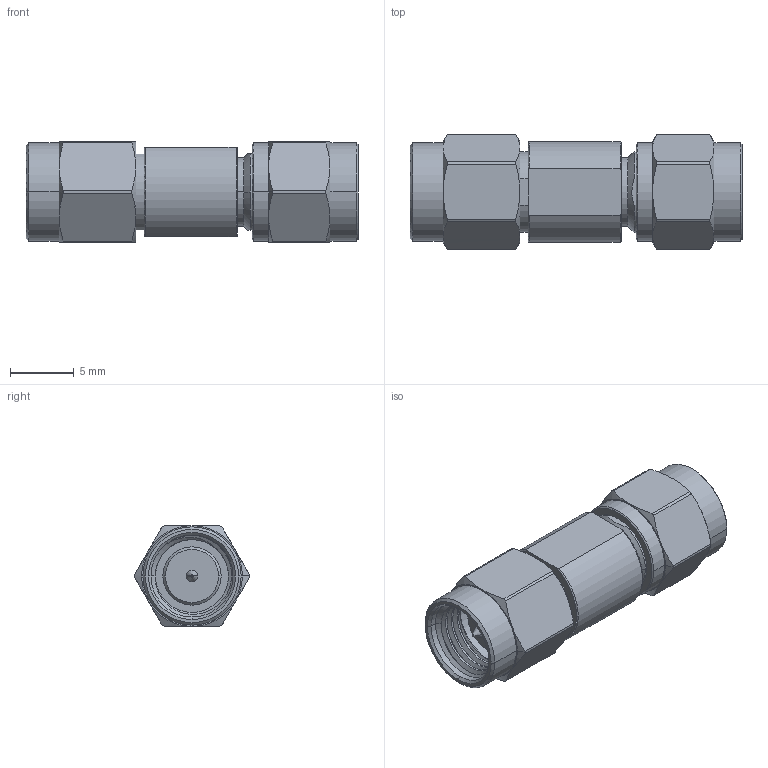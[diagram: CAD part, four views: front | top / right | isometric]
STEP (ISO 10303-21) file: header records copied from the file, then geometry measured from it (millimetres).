
FILE_DESCRIPTION (( 'STEP AP214' ), '1' );
FILE_NAME ('FMAD1622_3D.step', '2023-03-14T21:02:52', ( '' ), ( '' ), 'SwSTEP 2.0', 'SolidWorks 2022', '' );
FILE_SCHEMA (( 'AUTOMOTIVE_DESIGN' ));
Length unit declared in the file: millimetre
Products named in the file (4): 2.4 mm plug^FMAD1622; 2.92 mm PLUG^FMAD1622; ADS-185-3-185-3-3^FMAD1622; FMAD1622_3D
Assembly tree (3 placements, depth 2):
  FMAD1622_3D
    2.92 mm PLUG^FMAD1622
    ADS-185-3-185-3-3^FMAD1622
    2.4 mm plug^FMAD1622
Bounding box: 26 x 9 x 7.9 mm (x, y, z)
Volume: 992.2 mm3; surface area: 1556.4 mm2
Topology: 3 solids, 3 shells, 214 faces, 513 edges, 316 vertices
Faces by surface type: cylinder 82, cone 77, plane 43, bspline 6, torus 6
Entity records: 8349 total; most frequent: CARTESIAN_POINT 3371, DIRECTION 1031, ORIENTED_EDGE 1026, EDGE_CURVE 513, AXIS2_PLACEMENT_3D 429, VERTEX_POINT 316, EDGE_LOOP 227, CIRCLE 215
